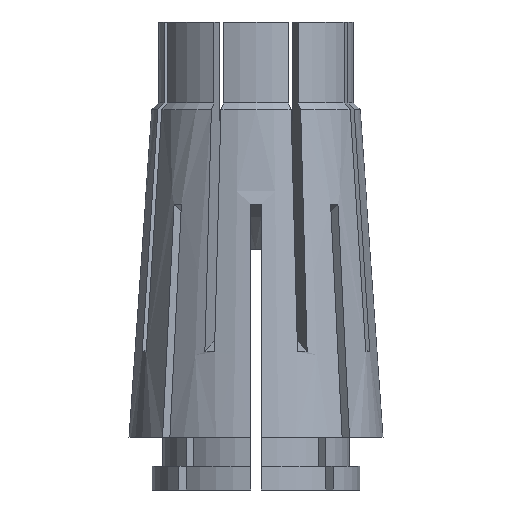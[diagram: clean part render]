
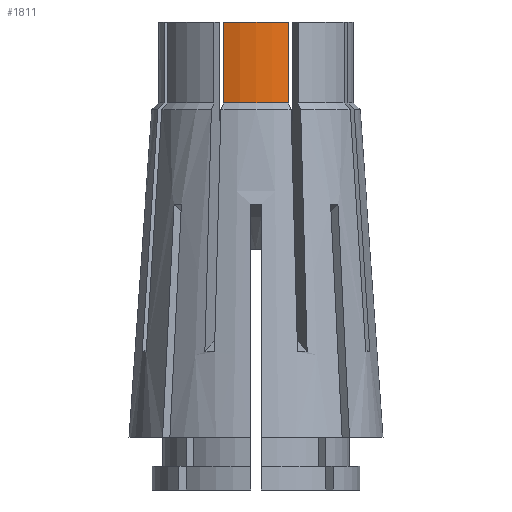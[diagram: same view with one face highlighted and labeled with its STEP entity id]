
A CAD part, front view. The second image highlights one B-rep face of the part: STEP entity #1811.
In plain terms, the highlighted cylindrical face has radius 9.4 mm (diameter 18.8 mm), a partial arc.
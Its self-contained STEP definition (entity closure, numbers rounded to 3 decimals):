
#3 = CARTESIAN_POINT ( 'NONE',  ( 3.13, -8.864, -7.8 ) ) ;
#32 = ORIENTED_EDGE ( 'NONE', *, *, #4163, .T. ) ;
#44 = DIRECTION ( 'NONE',  ( 0., 0., -1. ) ) ;
#192 = DIRECTION ( 'NONE',  ( 0., 0., -1. ) ) ;
#401 = VECTOR ( 'NONE', #44, 1000. ) ;
#561 = ORIENTED_EDGE ( 'NONE', *, *, #2873, .F. ) ;
#628 = VERTEX_POINT ( 'NONE', #3019 ) ;
#786 = ORIENTED_EDGE ( 'NONE', *, *, #4684, .F. ) ;
#877 = LINE ( 'NONE', #3293, #4680 ) ;
#1361 = CARTESIAN_POINT ( 'NONE',  ( -3.13, -8.864, -7.8 ) ) ;
#1395 = LINE ( 'NONE', #2979, #401 ) ;
#1539 = CYLINDRICAL_SURFACE ( 'NONE', #3939, 9.4 ) ;
#1682 = CIRCLE ( 'NONE', #2954, 9.4 ) ;
#1811 = ADVANCED_FACE ( 'NONE', ( #2277 ), #1539, .T. ) ;
#1971 = CARTESIAN_POINT ( 'NONE',  ( 0., 0., 0. ) ) ;
#2277 = FACE_OUTER_BOUND ( 'NONE', #3453, .T. ) ;
#2298 = CIRCLE ( 'NONE', #4234, 9.4 ) ;
#2344 = DIRECTION ( 'NONE',  ( 1., 0., 0. ) ) ;
#2381 = VERTEX_POINT ( 'NONE', #1361 ) ;
#2873 = EDGE_CURVE ( 'NONE', #2996, #3727, #1395, .T. ) ;
#2954 = AXIS2_PLACEMENT_3D ( 'NONE', #1971, #4567, #2344 ) ;
#2979 = CARTESIAN_POINT ( 'NONE',  ( 3.13, -8.864, 0. ) ) ;
#2996 = VERTEX_POINT ( 'NONE', #3429 ) ;
#3019 = CARTESIAN_POINT ( 'NONE',  ( -3.13, -8.864, 0. ) ) ;
#3087 = DIRECTION ( 'NONE',  ( 0., 0., 1. ) ) ;
#3293 = CARTESIAN_POINT ( 'NONE',  ( -3.13, -8.864, 0. ) ) ;
#3313 = CARTESIAN_POINT ( 'NONE',  ( 0., 0., 0. ) ) ;
#3429 = CARTESIAN_POINT ( 'NONE',  ( 3.13, -8.864, 0. ) ) ;
#3453 = EDGE_LOOP ( 'NONE', ( #561, #786, #3789, #32 ) ) ;
#3498 = CARTESIAN_POINT ( 'NONE',  ( 0., 0., -7.8 ) ) ;
#3727 = VERTEX_POINT ( 'NONE', #3 ) ;
#3789 = ORIENTED_EDGE ( 'NONE', *, *, #4303, .T. ) ;
#3895 = DIRECTION ( 'NONE',  ( 0., 0., 1. ) ) ;
#3939 = AXIS2_PLACEMENT_3D ( 'NONE', #3313, #3895, #4139 ) ;
#4139 = DIRECTION ( 'NONE',  ( 1., 0., 0. ) ) ;
#4148 = DIRECTION ( 'NONE',  ( 1., 0., 0. ) ) ;
#4163 = EDGE_CURVE ( 'NONE', #2381, #3727, #2298, .T. ) ;
#4234 = AXIS2_PLACEMENT_3D ( 'NONE', #3498, #3087, #4148 ) ;
#4303 = EDGE_CURVE ( 'NONE', #628, #2381, #877, .T. ) ;
#4567 = DIRECTION ( 'NONE',  ( 0., 0., 1. ) ) ;
#4680 = VECTOR ( 'NONE', #192, 1000. ) ;
#4684 = EDGE_CURVE ( 'NONE', #628, #2996, #1682, .T. ) ;
